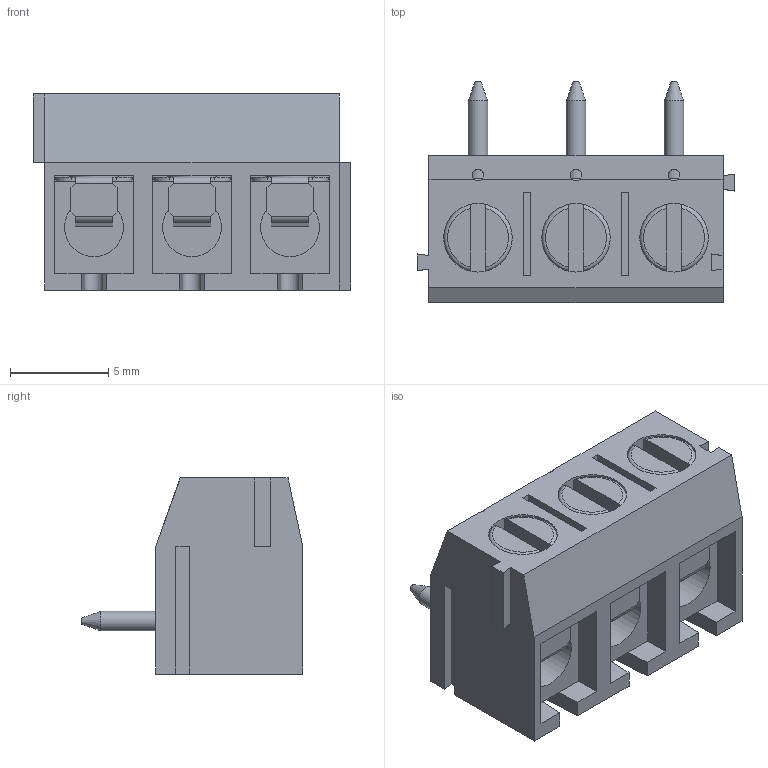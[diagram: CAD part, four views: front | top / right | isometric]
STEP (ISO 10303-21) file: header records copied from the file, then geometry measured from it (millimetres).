
FILE_DESCRIPTION(/* description */ ('Unknown'),/* implementation_level */ '2;1');
FILE_NAME(/* name */ '691104700003',/* time_stamp */ '2016-02-23T14:39:42+01:00',/* author */ ('Unknown'),/* organization */ ('Unknown'),/* preprocessor_version */ 'ST-DEVELOPER v16',/* originating_system */ 'DEX',/* authorisation */ $);
FILE_SCHEMA (('AUTOMOTIVE_DESIGN {1 0 10303 214 3 1 1}'));
Length unit declared in the file: millimetre
Products named in the file (5): 6911047000xx; 691502710003; 6911047000xx_CAGE; 6911047000xx_PIN; 6911047000xx_VIS
Assembly tree (10 placements, depth 2):
  6911047000xx
    691502710003
    6911047000xx_CAGE  x3
    6911047000xx_PIN  x3
    6911047000xx_VIS  x3
Bounding box: 16.2 x 11.3 x 10 mm (x, y, z)
Volume: 827.3 mm3; surface area: 2034.2 mm2
Topology: 10 solids, 10 shells, 301 faces, 768 edges, 498 vertices
Faces by surface type: plane 208, cylinder 72, cone 12, torus 9
Full cylindrical faces by diameter (mm): 0.6 x3, 1 x3, 2.2 x3, 2.5 x3, 2.65 x3, 2.75 x3, 3 x3, 3.5 x6
Entity records: 5287 total; most frequent: CARTESIAN_POINT 1111, DIRECTION 790, ORIENTED_EDGE 772, EDGE_CURVE 386, LINE 304, VECTOR 304, VERTEX_POINT 262, AXIS2_PLACEMENT_3D 243
